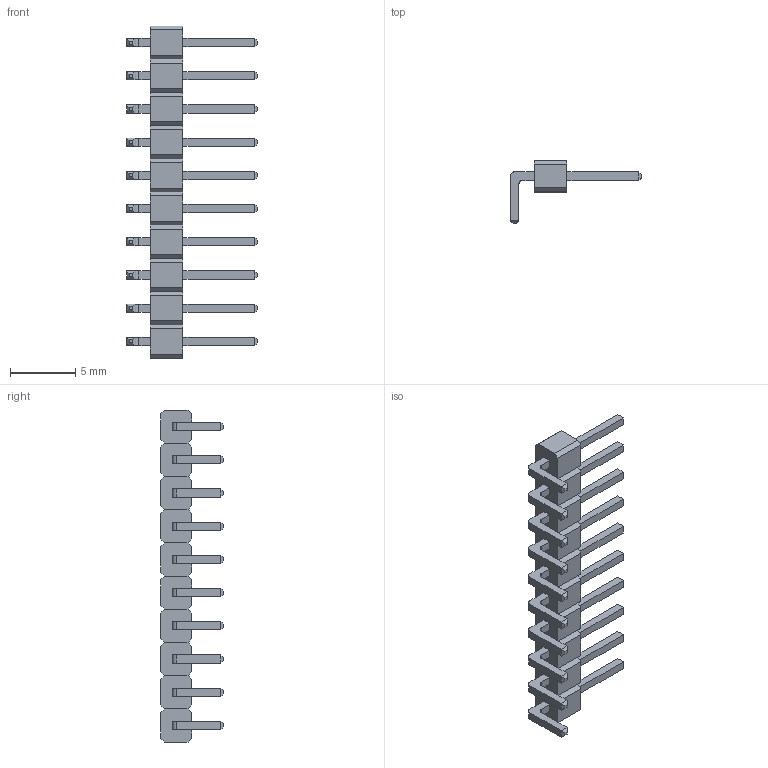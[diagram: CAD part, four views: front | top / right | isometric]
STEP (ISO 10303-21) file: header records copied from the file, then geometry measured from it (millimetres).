
FILE_DESCRIPTION(('FreeCAD Model'),'2;1');
FILE_NAME('BaretteBroche-M-M-10x1-2.54-90Deg.step','2016-12-07T12:13:32',('Daniel Sallin'),('Daniel-STP'), 'Open CASCADE STEP processor 6.8','FreeCAD','Unknown');
FILE_SCHEMA(('AUTOMOTIVE_DESIGN_CC2 { 1 2 10303 214 -1 1 5 4 }'));
Length unit declared in the file: millimetre
Products named in the file (2): ASSEMBLY; Array
Assembly tree (1 placements, depth 2):
  ASSEMBLY
    Array
Bounding box: 10.02 x 4.81 x 25.4 mm (x, y, z)
Volume: 190 mm3; surface area: 611.2 mm2
Topology: 10 solids, 10 shells, 320 faces, 760 edges, 480 vertices
Faces by surface type: plane 300, cylinder 20
Entity records: 18906 total; most frequent: CARTESIAN_POINT 3482, DIRECTION 2764, LINE 2040, VECTOR 2040, ORIENTED_EDGE 1520, PCURVE 1520, DEFINITIONAL_REPRESENTATION 1520, EDGE_CURVE 760
